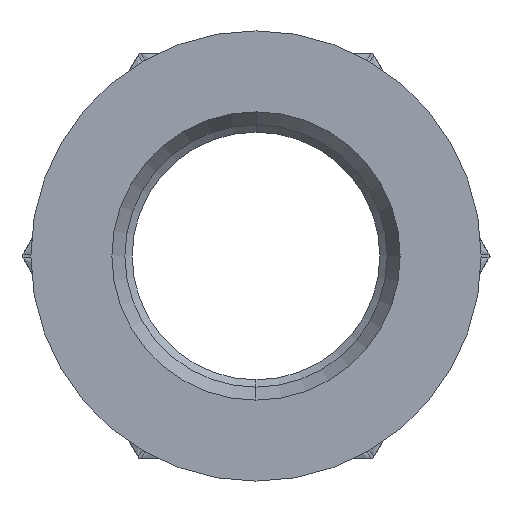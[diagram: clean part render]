
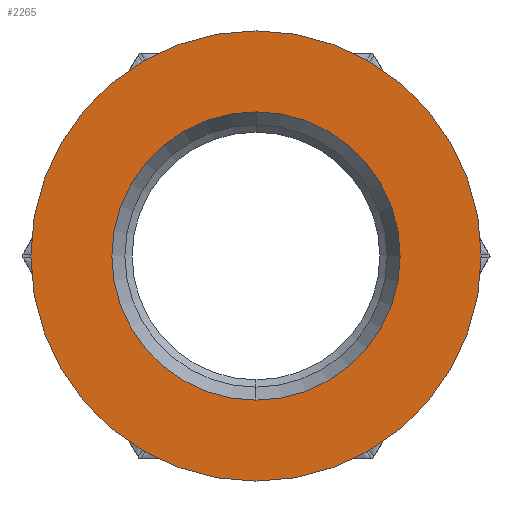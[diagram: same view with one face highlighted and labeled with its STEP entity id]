
A CAD part, front view. The second image highlights one B-rep face of the part: STEP entity #2265.
In plain terms, the highlighted planar face has unit normal (0, -1, 0).
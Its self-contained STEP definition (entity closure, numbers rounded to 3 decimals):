
#58 = CARTESIAN_POINT ( 'NONE',  ( 0., 0., 0. ) ) ;
#421 = CARTESIAN_POINT ( 'NONE',  ( 0., 0., -12.805 ) ) ;
#530 = AXIS2_PLACEMENT_3D ( 'NONE', #58, #1275, #795 ) ;
#576 = DIRECTION ( 'NONE',  ( 0., 1., 0. ) ) ;
#613 = CARTESIAN_POINT ( 'NONE',  ( 0., 0., 20. ) ) ;
#675 = VERTEX_POINT ( 'NONE', #421 ) ;
#719 = FACE_OUTER_BOUND ( 'NONE', #2367, .T. ) ;
#724 = VERTEX_POINT ( 'NONE', #613 ) ;
#795 = DIRECTION ( 'NONE',  ( 0., 0., -1. ) ) ;
#1275 = DIRECTION ( 'NONE',  ( 0., -1., 0. ) ) ;
#1371 = EDGE_CURVE ( 'NONE', #2484, #724, #4960, .T. ) ;
#1872 = CARTESIAN_POINT ( 'NONE',  ( 0., 0., 0. ) ) ;
#1888 = EDGE_CURVE ( 'NONE', #724, #2484, #3979, .T. ) ;
#1896 = DIRECTION ( 'NONE',  ( 0., 1., 0. ) ) ;
#2008 = AXIS2_PLACEMENT_3D ( 'NONE', #3407, #576, #2217 ) ;
#2217 = DIRECTION ( 'NONE',  ( 0., 0., 1. ) ) ;
#2236 = CARTESIAN_POINT ( 'NONE',  ( 0., 0., 12.805 ) ) ;
#2265 = ADVANCED_FACE ( 'NONE', ( #3477, #719 ), #2336, .F. ) ;
#2336 = PLANE ( 'NONE',  #4745 ) ;
#2367 = EDGE_LOOP ( 'NONE', ( #4872, #2472 ) ) ;
#2472 = ORIENTED_EDGE ( 'NONE', *, *, #1888, .T. ) ;
#2484 = VERTEX_POINT ( 'NONE', #3514 ) ;
#2665 = DIRECTION ( 'NONE',  ( 0., 0., 1. ) ) ;
#2700 = CIRCLE ( 'NONE', #2008, 12.805 ) ;
#2961 = DIRECTION ( 'NONE',  ( 0., 0., -1. ) ) ;
#3089 = DIRECTION ( 'NONE',  ( 0., 1., 0. ) ) ;
#3199 = AXIS2_PLACEMENT_3D ( 'NONE', #4868, #3762, #2961 ) ;
#3286 = EDGE_CURVE ( 'NONE', #4241, #675, #2700, .T. ) ;
#3407 = CARTESIAN_POINT ( 'NONE',  ( 0., 0., 0. ) ) ;
#3477 = FACE_BOUND ( 'NONE', #4461, .T. ) ;
#3514 = CARTESIAN_POINT ( 'NONE',  ( 0., 0., -20. ) ) ;
#3762 = DIRECTION ( 'NONE',  ( 0., -1., 0. ) ) ;
#3979 = CIRCLE ( 'NONE', #530, 20. ) ;
#4241 = VERTEX_POINT ( 'NONE', #2236 ) ;
#4255 = EDGE_CURVE ( 'NONE', #675, #4241, #4312, .T. ) ;
#4312 = CIRCLE ( 'NONE', #4562, 12.805 ) ;
#4461 = EDGE_LOOP ( 'NONE', ( #4679, #4653 ) ) ;
#4562 = AXIS2_PLACEMENT_3D ( 'NONE', #1872, #1896, #2665 ) ;
#4653 = ORIENTED_EDGE ( 'NONE', *, *, #3286, .T. ) ;
#4679 = ORIENTED_EDGE ( 'NONE', *, *, #4255, .T. ) ;
#4732 = DIRECTION ( 'NONE',  ( 0., 0., 1. ) ) ;
#4745 = AXIS2_PLACEMENT_3D ( 'NONE', #5081, #3089, #4732 ) ;
#4868 = CARTESIAN_POINT ( 'NONE',  ( 0., 0., 0. ) ) ;
#4872 = ORIENTED_EDGE ( 'NONE', *, *, #1371, .T. ) ;
#4960 = CIRCLE ( 'NONE', #3199, 20. ) ;
#5081 = CARTESIAN_POINT ( 'NONE',  ( -11.65, 0., 0. ) ) ;
